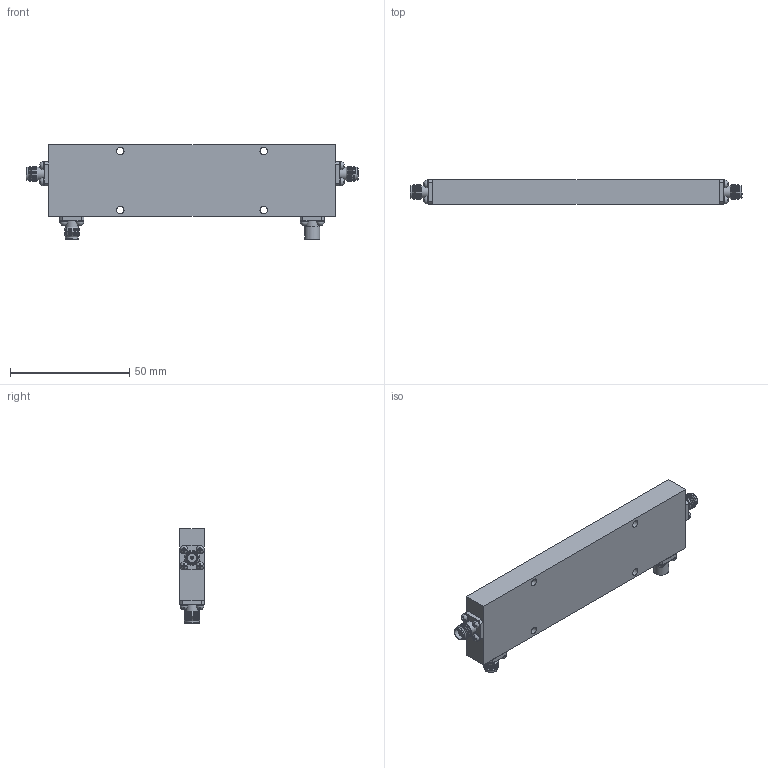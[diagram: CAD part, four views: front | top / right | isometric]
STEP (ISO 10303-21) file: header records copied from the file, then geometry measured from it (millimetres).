
FILE_DESCRIPTION (( 'STEP AP214' ), '1' );
FILE_NAME ('PE2242-20_3D.STEP', '2021-08-18T19:35:08', ( '' ), ( '' ), 'SwSTEP 2.0', 'SolidWorks 2021', '' );
FILE_SCHEMA (( 'AUTOMOTIVE_DESIGN' ));
Length unit declared in the file: inch
Products named in the file (4): Copy of PE2242-20_BODY^PE2242-20; PE2242-20_3D; Copy of PE2242-20_SF^PE2242-20; Copy of PE2242-20_TER^PE2242-20
Assembly tree (5 placements, depth 2):
  PE2242-20_3D
    Copy of PE2242-20_BODY^PE2242-20
    Copy of PE2242-20_SF^PE2242-20  x3
    Copy of PE2242-20_TER^PE2242-20
Bounding box: 139.1 x 10.21 x 39.53 mm (x, y, z)
Volume: 37412 mm3; surface area: 14031.5 mm2
Topology: 5 solids, 5 shells, 432 faces, 1060 edges, 674 vertices
Faces by surface type: plane 274, cylinder 79, cone 60, torus 19
Full cylindrical faces by diameter (mm): 1 x3, 1.259 x16, 1.3 x3, 2.404 x2, 2.466 x1, 3.099 x4, 3.2 x4, 3.295 x16, 4.3 x3, 4.6 x3, 5.257 x4, 5.338 x3, 6.308 x1
Entity records: 6120 total; most frequent: CARTESIAN_POINT 1392, DIRECTION 890, ORIENTED_EDGE 882, EDGE_CURVE 441, AXIS2_PLACEMENT_3D 327, VERTEX_POINT 317, EDGE_LOOP 300, FACE_OUTER_BOUND 252
